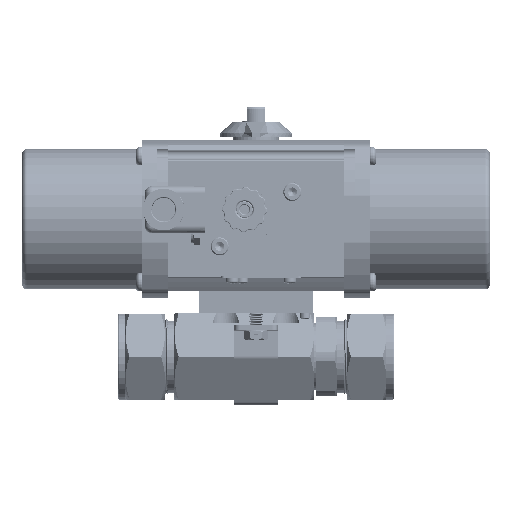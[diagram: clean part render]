
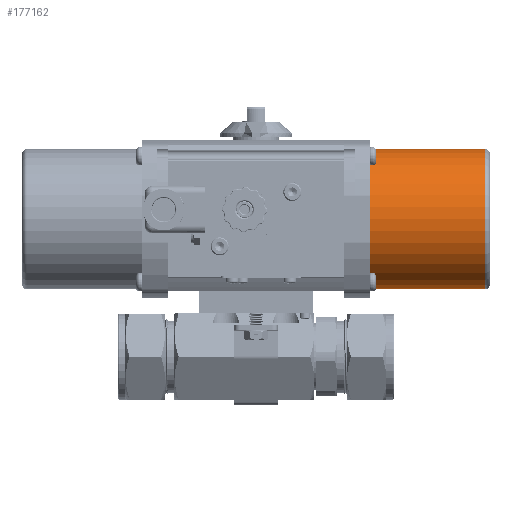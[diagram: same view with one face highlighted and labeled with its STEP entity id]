
A CAD part, top view. The second image highlights one B-rep face of the part: STEP entity #177162.
In plain terms, the highlighted cylindrical face has radius 30.963 mm (diameter 61.925 mm), a partial arc.
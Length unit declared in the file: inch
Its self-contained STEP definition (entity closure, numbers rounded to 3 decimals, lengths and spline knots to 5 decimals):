
#1212 = EDGE_CURVE ( 'NONE', #145790, #143802, #134073, .T. ) ;
#4723 = CIRCLE ( 'NONE', #6495, 1.219 ) ;
#5637 = EDGE_CURVE ( 'NONE', #143802, #64543, #156949, .T. ) ;
#6403 = DIRECTION ( 'NONE',  ( 1., 0., 0. ) ) ;
#6495 = AXIS2_PLACEMENT_3D ( 'NONE', #95623, #6403, #110584 ) ;
#13717 = EDGE_CURVE ( 'NONE', #145790, #28301, #169185, .T. ) ;
#18501 = CARTESIAN_POINT ( 'NONE',  ( 1.7145, 1.167, 0. ) ) ;
#21944 = DIRECTION ( 'NONE',  ( 0., -1., 0. ) ) ;
#21988 = DIRECTION ( 'NONE',  ( -1., 0., 0. ) ) ;
#22169 = CARTESIAN_POINT ( 'NONE',  ( 3.9725, 2.386, 0. ) ) ;
#28301 = VERTEX_POINT ( 'NONE', #178516 ) ;
#55370 = DIRECTION ( 'NONE',  ( -1., 0., 0. ) ) ;
#55541 = CARTESIAN_POINT ( 'NONE',  ( 1.8575, 3.605, 0. ) ) ;
#58230 = DIRECTION ( 'NONE',  ( -1., 0., 0. ) ) ;
#64543 = VERTEX_POINT ( 'NONE', #55541 ) ;
#68917 = CYLINDRICAL_SURFACE ( 'NONE', #86045, 1.219 ) ;
#78366 = DIRECTION ( 'NONE',  ( -1., 0., 0. ) ) ;
#83131 = ORIENTED_EDGE ( 'NONE', *, *, #13717, .F. ) ;
#86045 = AXIS2_PLACEMENT_3D ( 'NONE', #159257, #55370, #174143 ) ;
#95623 = CARTESIAN_POINT ( 'NONE',  ( 1.8575, 2.386, 0. ) ) ;
#110584 = DIRECTION ( 'NONE',  ( 0., -1., 0. ) ) ;
#115583 = CARTESIAN_POINT ( 'NONE',  ( 3.9725, 1.167, 0. ) ) ;
#119071 = CARTESIAN_POINT ( 'NONE',  ( 3.9725, 3.605, 0. ) ) ;
#119877 = EDGE_LOOP ( 'NONE', ( #83131, #125212, #169085, #132300 ) ) ;
#125212 = ORIENTED_EDGE ( 'NONE', *, *, #1212, .T. ) ;
#132300 = ORIENTED_EDGE ( 'NONE', *, *, #138790, .T. ) ;
#134073 = CIRCLE ( 'NONE', #191914, 1.219 ) ;
#138790 = EDGE_CURVE ( 'NONE', #64543, #28301, #4723, .T. ) ;
#143802 = VERTEX_POINT ( 'NONE', #119071 ) ;
#145790 = VERTEX_POINT ( 'NONE', #115583 ) ;
#147233 = CARTESIAN_POINT ( 'NONE',  ( 1.7145, 3.605, 0. ) ) ;
#147982 = FACE_OUTER_BOUND ( 'NONE', #119877, .T. ) ;
#156949 = LINE ( 'NONE', #147233, #191802 ) ;
#159257 = CARTESIAN_POINT ( 'NONE',  ( 1.7145, 2.386, 0. ) ) ;
#164584 = VECTOR ( 'NONE', #78366, 39.37008 ) ;
#169085 = ORIENTED_EDGE ( 'NONE', *, *, #5637, .T. ) ;
#169185 = LINE ( 'NONE', #18501, #164584 ) ;
#174143 = DIRECTION ( 'NONE',  ( 0., 1., 0. ) ) ;
#177162 = ADVANCED_FACE ( 'NONE', ( #147982 ), #68917, .T. ) ;
#178516 = CARTESIAN_POINT ( 'NONE',  ( 1.8575, 1.167, 0. ) ) ;
#191802 = VECTOR ( 'NONE', #58230, 39.37008 ) ;
#191914 = AXIS2_PLACEMENT_3D ( 'NONE', #22169, #21988, #21944 ) ;
